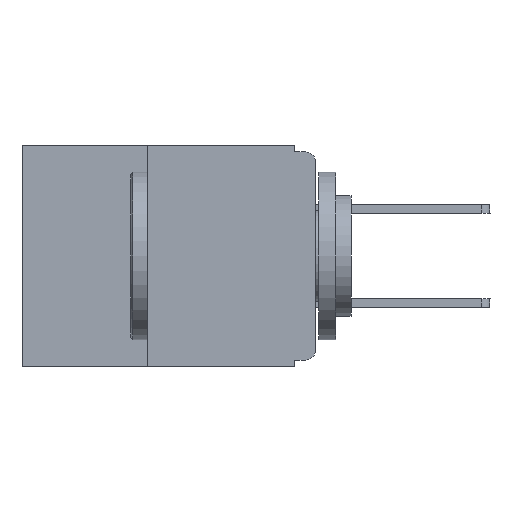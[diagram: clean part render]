
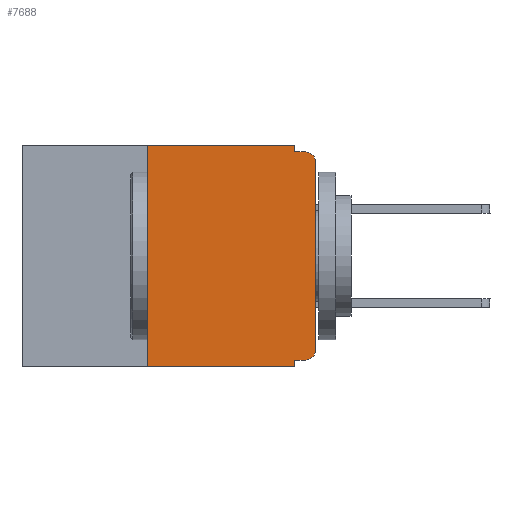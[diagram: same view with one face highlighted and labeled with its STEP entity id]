
A CAD part, left-side view. The second image highlights one B-rep face of the part: STEP entity #7688.
In plain terms, the highlighted planar face has unit normal (-1, 0, 0).
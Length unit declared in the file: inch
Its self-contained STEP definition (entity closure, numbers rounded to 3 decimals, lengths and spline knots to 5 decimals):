
#371 = EDGE_CURVE ( 'NONE', #8170, #11207, #7008, .T. ) ;
#373 = VECTOR ( 'NONE', #6658, 39.37008 ) ;
#400 = VERTEX_POINT ( 'NONE', #3981 ) ;
#550 = ORIENTED_EDGE ( 'NONE', *, *, #4332, .T. ) ;
#657 = CARTESIAN_POINT ( 'NONE',  ( 0., 0., -0.01 ) ) ;
#707 = AXIS2_PLACEMENT_3D ( 'NONE', #6811, #2284, #1268 ) ;
#867 = FACE_OUTER_BOUND ( 'NONE', #8629, .T. ) ;
#930 = ORIENTED_EDGE ( 'NONE', *, *, #9795, .T. ) ;
#1180 = DIRECTION ( 'NONE',  ( 0., 0., -1. ) ) ;
#1251 = LINE ( 'NONE', #9436, #373 ) ;
#1268 = DIRECTION ( 'NONE',  ( 0., 0., -1. ) ) ;
#1334 = CARTESIAN_POINT ( 'NONE',  ( 0., 0.031, 0. ) ) ;
#1502 = DIRECTION ( 'NONE',  ( 0., 0., 1. ) ) ;
#1597 = CARTESIAN_POINT ( 'NONE',  ( 0., 0.015, -0.32 ) ) ;
#1881 = CARTESIAN_POINT ( 'NONE',  ( 0., 0.015, -0.01 ) ) ;
#2142 = ORIENTED_EDGE ( 'NONE', *, *, #4807, .T. ) ;
#2284 = DIRECTION ( 'NONE',  ( -1., 0., 0. ) ) ;
#2341 = EDGE_CURVE ( 'NONE', #2919, #2820, #5074, .T. ) ;
#2358 = ORIENTED_EDGE ( 'NONE', *, *, #6215, .F. ) ;
#2797 = CARTESIAN_POINT ( 'NONE',  ( 0., 0.25, -0.33 ) ) ;
#2820 = VERTEX_POINT ( 'NONE', #3063 ) ;
#2919 = VERTEX_POINT ( 'NONE', #6069 ) ;
#3063 = CARTESIAN_POINT ( 'NONE',  ( 0., 0.25, 0. ) ) ;
#3205 = VERTEX_POINT ( 'NONE', #5654 ) ;
#3576 = DIRECTION ( 'NONE',  ( 0., 1., 0. ) ) ;
#3635 = CARTESIAN_POINT ( 'NONE',  ( 0., 0.031, -0.32 ) ) ;
#3841 = ORIENTED_EDGE ( 'NONE', *, *, #371, .F. ) ;
#3934 = CARTESIAN_POINT ( 'NONE',  ( 0., 0.031, 0. ) ) ;
#3981 = CARTESIAN_POINT ( 'NONE',  ( 0., 0.031, -0.33 ) ) ;
#4005 = VERTEX_POINT ( 'NONE', #5530 ) ;
#4218 = DIRECTION ( 'NONE',  ( -1., 0., 0. ) ) ;
#4332 = EDGE_CURVE ( 'NONE', #3205, #4005, #12018, .T. ) ;
#4433 = DIRECTION ( 'NONE',  ( 0., -1., 0. ) ) ;
#4669 = EDGE_CURVE ( 'NONE', #10350, #400, #1251, .T. ) ;
#4807 = EDGE_CURVE ( 'NONE', #7068, #3205, #11853, .T. ) ;
#5074 = LINE ( 'NONE', #2797, #11353 ) ;
#5492 = AXIS2_PLACEMENT_3D ( 'NONE', #8687, #4218, #9673 ) ;
#5530 = CARTESIAN_POINT ( 'NONE',  ( 0., 0., -0.025 ) ) ;
#5579 = CARTESIAN_POINT ( 'NONE',  ( 0., 0., -0.32 ) ) ;
#5654 = CARTESIAN_POINT ( 'NONE',  ( 0., 0., -0.305 ) ) ;
#5771 = VECTOR ( 'NONE', #7695, 39.37008 ) ;
#6069 = CARTESIAN_POINT ( 'NONE',  ( 0., 0.25, -0.33 ) ) ;
#6215 = EDGE_CURVE ( 'NONE', #7068, #10350, #12000, .T. ) ;
#6242 = VERTEX_POINT ( 'NONE', #1881 ) ;
#6280 = CIRCLE ( 'NONE', #707, 0.015 ) ;
#6658 = DIRECTION ( 'NONE',  ( 0., 0., -1. ) ) ;
#6811 = CARTESIAN_POINT ( 'NONE',  ( 0., 0.015, -0.025 ) ) ;
#6812 = DIRECTION ( 'NONE',  ( 1., 0., 0. ) ) ;
#6940 = CARTESIAN_POINT ( 'NONE',  ( 0., 0.031, -0.01 ) ) ;
#7008 = LINE ( 'NONE', #1334, #10953 ) ;
#7027 = VECTOR ( 'NONE', #3576, 39.37008 ) ;
#7068 = VERTEX_POINT ( 'NONE', #1597 ) ;
#7585 = CARTESIAN_POINT ( 'NONE',  ( 0., 0.437, -0.33 ) ) ;
#7688 = ADVANCED_FACE ( 'NONE', ( #867 ), #7803, .F. ) ;
#7695 = DIRECTION ( 'NONE',  ( 0., -1., 0. ) ) ;
#7793 = LINE ( 'NONE', #657, #9964 ) ;
#7803 = PLANE ( 'NONE',  #11117 ) ;
#8170 = VERTEX_POINT ( 'NONE', #3934 ) ;
#8345 = ORIENTED_EDGE ( 'NONE', *, *, #4669, .F. ) ;
#8629 = EDGE_LOOP ( 'NONE', ( #550, #9504, #11687, #3841, #10284, #9485, #930, #8345, #2358, #2142 ) ) ;
#8687 = CARTESIAN_POINT ( 'NONE',  ( 0., 0.015, -0.305 ) ) ;
#8886 = CARTESIAN_POINT ( 'NONE',  ( 0., 0., 0. ) ) ;
#9436 = CARTESIAN_POINT ( 'NONE',  ( 0., 0.031, -0.33 ) ) ;
#9482 = CARTESIAN_POINT ( 'NONE',  ( 0., 0.437, 0. ) ) ;
#9485 = ORIENTED_EDGE ( 'NONE', *, *, #2341, .F. ) ;
#9504 = ORIENTED_EDGE ( 'NONE', *, *, #11823, .T. ) ;
#9673 = DIRECTION ( 'NONE',  ( 0., 0., -1. ) ) ;
#9695 = LINE ( 'NONE', #10017, #11595 ) ;
#9746 = EDGE_CURVE ( 'NONE', #2820, #8170, #9695, .T. ) ;
#9795 = EDGE_CURVE ( 'NONE', #2919, #400, #10557, .T. ) ;
#9964 = VECTOR ( 'NONE', #4433, 39.37008 ) ;
#9969 = VECTOR ( 'NONE', #1502, 39.37008 ) ;
#10017 = CARTESIAN_POINT ( 'NONE',  ( 0., 0.437, 0. ) ) ;
#10019 = EDGE_CURVE ( 'NONE', #11207, #6242, #7793, .T. ) ;
#10284 = ORIENTED_EDGE ( 'NONE', *, *, #9746, .F. ) ;
#10350 = VERTEX_POINT ( 'NONE', #3635 ) ;
#10557 = LINE ( 'NONE', #7585, #5771 ) ;
#10953 = VECTOR ( 'NONE', #11586, 39.37008 ) ;
#11117 = AXIS2_PLACEMENT_3D ( 'NONE', #9482, #6812, #1180 ) ;
#11207 = VERTEX_POINT ( 'NONE', #6940 ) ;
#11301 = DIRECTION ( 'NONE',  ( 0., 0., 1. ) ) ;
#11353 = VECTOR ( 'NONE', #11301, 39.37008 ) ;
#11443 = DIRECTION ( 'NONE',  ( 0., -1., 0. ) ) ;
#11586 = DIRECTION ( 'NONE',  ( 0., 0., -1. ) ) ;
#11595 = VECTOR ( 'NONE', #11443, 39.37008 ) ;
#11687 = ORIENTED_EDGE ( 'NONE', *, *, #10019, .F. ) ;
#11823 = EDGE_CURVE ( 'NONE', #4005, #6242, #6280, .T. ) ;
#11853 = CIRCLE ( 'NONE', #5492, 0.015 ) ;
#12000 = LINE ( 'NONE', #5579, #7027 ) ;
#12018 = LINE ( 'NONE', #8886, #9969 ) ;
